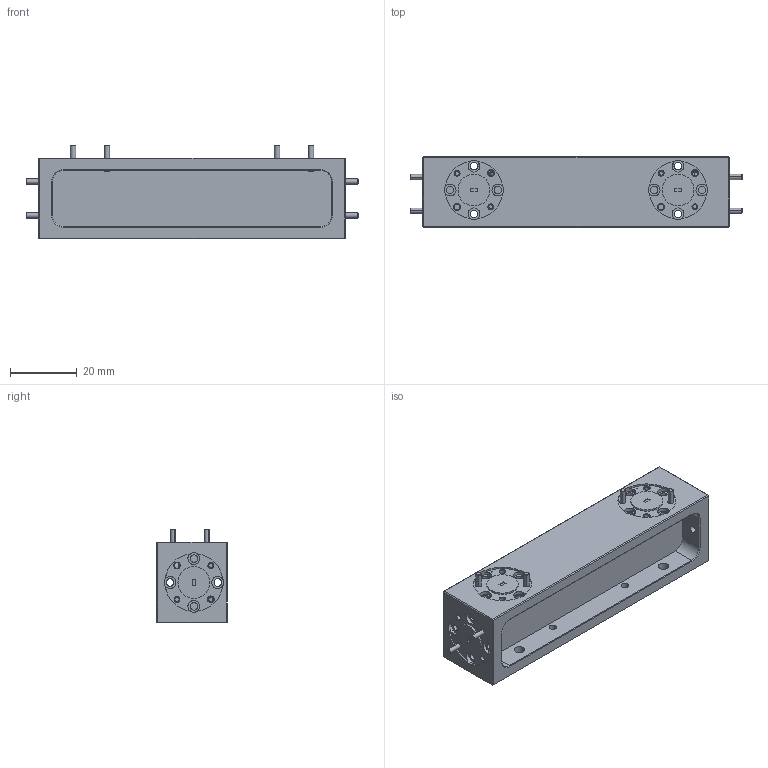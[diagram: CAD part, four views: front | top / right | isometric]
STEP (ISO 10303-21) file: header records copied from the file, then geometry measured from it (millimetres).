
FILE_DESCRIPTION (( 'STEP AP203' ), '1' );
FILE_NAME ('WD-BB-F-A, DF.STEP', '2025-01-08T23:55:17', ( '' ), ( '' ), 'SwSTEP 2.0', 'SolidWorks 2021', '' );
FILE_SCHEMA (( 'CONFIG_CONTROL_DESIGN' ));
Length unit declared in the file: inch
Products named in the file (1): WD-BB-F-A, DF
Bounding box: 99.19 x 21.06 x 28 mm (x, y, z)
Volume: 26613.3 mm3; surface area: 15820.2 mm2
Topology: 65 solids, 65 shells, 1408 faces, 2888 edges, 1720 vertices
Faces by surface type: plane 568, cone 424, cylinder 416
Entity records: 37703 total; most frequent: CARTESIAN_POINT 7413, DIRECTION 6758, ORIENTED_EDGE 5776, EDGE_CURVE 2888, AXIS2_PLACEMENT_3D 2705, VERTEX_POINT 1720, EDGE_LOOP 1590, FACE_OUTER_BOUND 1408
